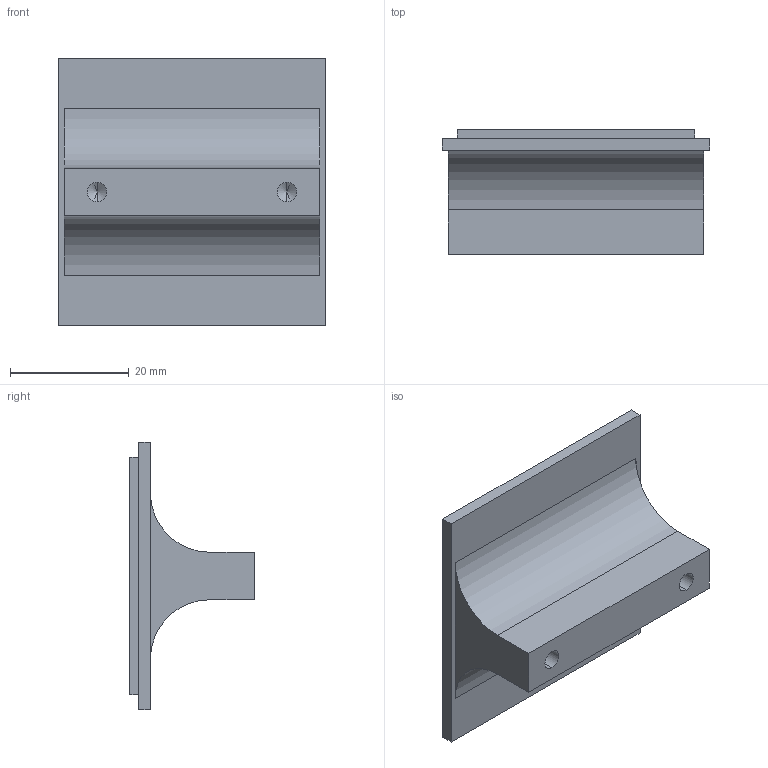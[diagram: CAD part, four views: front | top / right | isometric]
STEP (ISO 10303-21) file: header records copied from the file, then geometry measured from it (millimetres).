
FILE_DESCRIPTION (( 'STEP AP214' ), '1' );
FILE_NAME ('F003243,F003244_3D.step', '2022-08-15T13:05:35', ( '' ), ( '' ), 'SwSTEP 2.0', 'SolidWorks 2020', '' );
FILE_SCHEMA (( 'AUTOMOTIVE_DESIGN' ));
Length unit declared in the file: millimetre
Products named in the file (1): F003243,F003244_3D
Bounding box: 45 x 21 x 45 mm (x, y, z)
Volume: 11801.9 mm3; surface area: 6421.6 mm2
Topology: 1 solids, 1 shells, 49 faces, 122 edges, 76 vertices
Faces by surface type: plane 39, cylinder 6, cone 4
Entity records: 1480 total; most frequent: CARTESIAN_POINT 250, ORIENTED_EDGE 236, DIRECTION 228, EDGE_CURVE 118, VECTOR 104, LINE 104, VERTEX_POINT 76, AXIS2_PLACEMENT_3D 62
